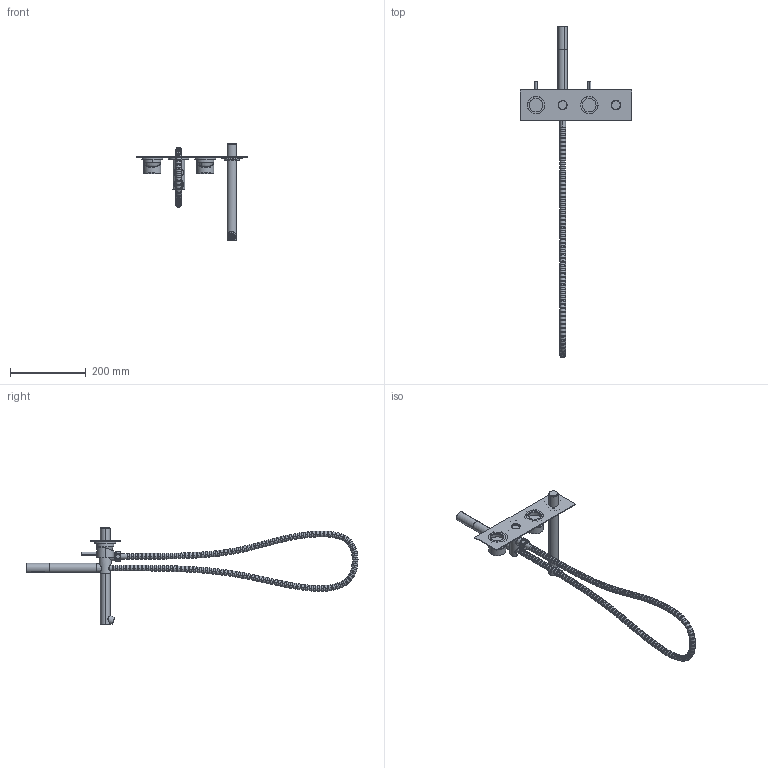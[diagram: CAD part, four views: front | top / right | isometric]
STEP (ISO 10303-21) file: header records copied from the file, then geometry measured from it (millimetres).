
FILE_DESCRIPTION (( 'STEP AP214' ), '1' );
FILE_NAME ('SUSSEX_SCALA_SBMS200RH_bath_mixer_system_with_handshower_200_rh_shell.STEP', '2021-10-07T04:56:37', ( '' ), ( '' ), 'SwSTEP 2.0', 'SolidWorks 2020', '' );
FILE_SCHEMA (( 'AUTOMOTIVE_DESIGN' ));
Length unit declared in the file: millimetre
Products named in the file (1): SUSSEX_SCALA_SBMS200RH_bath_mixer_system_with_handshower_200_rh_shell
Bounding box: 295 x 874.63 x 257 mm (x, y, z)
Volume: 632466 mm3; surface area: 235654.5 mm2
Topology: 31 solids, 31 shells, 2066 faces, 4807 edges, 3188 vertices
Faces by surface type: plane 1083, cylinder 529, bspline 376, cone 56, torus 22
Entity records: 194248 total; most frequent: CARTESIAN_POINT 129220, ORIENTED_EDGE 9614, DIRECTION 7900, EDGE_CURVE 4807, VERTEX_POINT 3188, AXIS2_PLACEMENT_3D 2709, EDGE_LOOP 2561, LINE 2482
